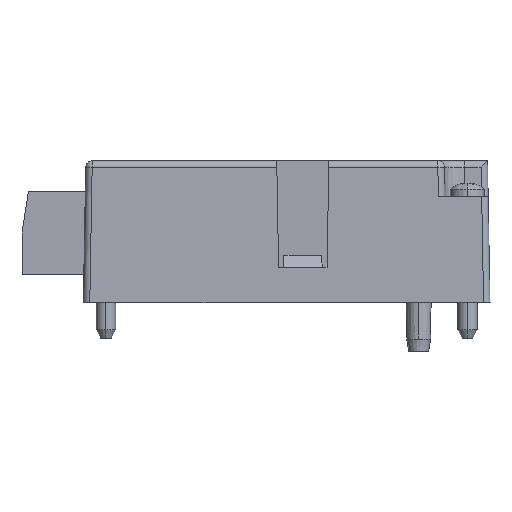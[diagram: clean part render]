
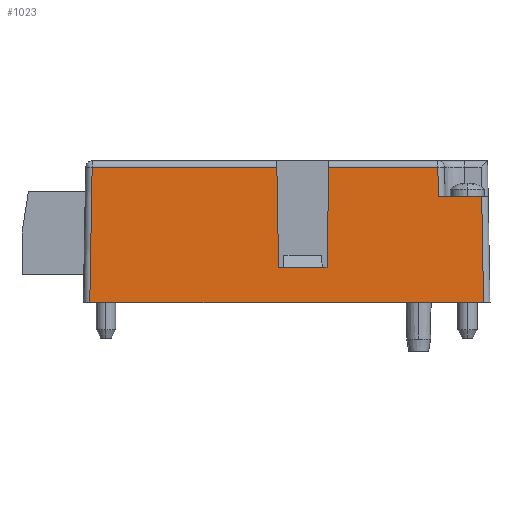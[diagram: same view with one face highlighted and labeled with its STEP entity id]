
A CAD part, left-side view. The second image highlights one B-rep face of the part: STEP entity #1023.
In plain terms, the highlighted planar face has unit normal (-1, 0, 0.018).
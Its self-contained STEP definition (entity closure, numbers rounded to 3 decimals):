
#1023=ADVANCED_FACE('',(#2335),#2336,.T.);
#2335=FACE_OUTER_BOUND('',#3939,.T.);
#2336=PLANE('',#3940);
#3939=EDGE_LOOP('',(#7190,#7191,#7192,#7193,#7194,#7195,#7196,#7197,#7198,#7199));
#3940=AXIS2_PLACEMENT_3D('',#7200,#7201,#7202);
#7190=ORIENTED_EDGE('',*,*,#10524,.F.);
#7191=ORIENTED_EDGE('',*,*,#10510,.T.);
#7192=ORIENTED_EDGE('',*,*,#10781,.T.);
#7193=ORIENTED_EDGE('',*,*,#10487,.F.);
#7194=ORIENTED_EDGE('',*,*,#10536,.T.);
#7195=ORIENTED_EDGE('',*,*,#10529,.T.);
#7196=ORIENTED_EDGE('',*,*,#10518,.F.);
#7197=ORIENTED_EDGE('',*,*,#10782,.T.);
#7198=ORIENTED_EDGE('',*,*,#10783,.F.);
#7199=ORIENTED_EDGE('',*,*,#10778,.F.);
#7200=CARTESIAN_POINT('',(0.0,64.3,7.5));
#7201=DIRECTION('',(-1.,0.0,0.017));
#7202=DIRECTION('',(0.0,-1.0,0.0));
#10487=EDGE_CURVE('',#12860,#12862,#12863,.T.);
#10510=EDGE_CURVE('',#12897,#12898,#12899,.T.);
#10518=EDGE_CURVE('',#12910,#12911,#12912,.T.);
#10524=EDGE_CURVE('',#12897,#12920,#12921,.T.);
#10529=EDGE_CURVE('',#12926,#12911,#12927,.T.);
#10536=EDGE_CURVE('',#12860,#12926,#12937,.T.);
#10778=EDGE_CURVE('',#12920,#13279,#13280,.T.);
#10781=EDGE_CURVE('',#12898,#12862,#13283,.T.);
#10782=EDGE_CURVE('',#12910,#13284,#13285,.T.);
#10783=EDGE_CURVE('',#13279,#13284,#13286,.T.);
#12860=VERTEX_POINT('',#16231);
#12862=VERTEX_POINT('',#16233);
#12863=LINE('',#16234,#16235);
#12897=VERTEX_POINT('',#16278);
#12898=VERTEX_POINT('',#16279);
#12899=LINE('',#16280,#16281);
#12910=VERTEX_POINT('',#16293);
#12911=VERTEX_POINT('',#16294);
#12912=LINE('',#16295,#16296);
#12920=VERTEX_POINT('',#16306);
#12921=LINE('',#16307,#16308);
#12926=VERTEX_POINT('',#16313);
#12927=LINE('',#16314,#16315);
#12937=LINE('',#16326,#16327);
#13279=VERTEX_POINT('',#16834);
#13280=LINE('',#16835,#16836);
#13283=LINE('',#16840,#16841);
#13284=VERTEX_POINT('',#16842);
#13285=LINE('',#16843,#16844);
#13286=LINE('',#16845,#16846);
#16231=CARTESIAN_POINT('',(0.288,1.288,24.0));
#16233=CARTESIAN_POINT('',(0.,1.,7.5));
#16234=CARTESIAN_POINT('',(0.288,1.288,24.0));
#16235=VECTOR('',#19357,1.0);
#16278=CARTESIAN_POINT('',(0.367,61.633,28.517));
#16279=CARTESIAN_POINT('',(0.,62.,7.5));
#16280=CARTESIAN_POINT('',(0.367,61.633,28.517));
#16281=VECTOR('',#19388,1.0);
#16293=CARTESIAN_POINT('',(0.367,24.979,28.517));
#16294=CARTESIAN_POINT('',(0.367,8.079,28.517));
#16295=CARTESIAN_POINT('',(0.367,24.979,28.517));
#16296=VECTOR('',#19402,1.0);
#16306=CARTESIAN_POINT('',(0.367,33.021,28.517));
#16307=CARTESIAN_POINT('',(0.367,61.633,28.517));
#16308=VECTOR('',#19411,1.0);
#16313=CARTESIAN_POINT('',(0.288,8.,24.0));
#16314=CARTESIAN_POINT('',(0.288,8.,24.0));
#16315=VECTOR('',#19418,1.0);
#16326=CARTESIAN_POINT('',(0.288,1.288,24.0));
#16327=VECTOR('',#19432,1.0);
#16834=CARTESIAN_POINT('',(0.096,32.75,13.0));
#16835=CARTESIAN_POINT('',(0.367,33.021,28.517));
#16836=VECTOR('',#19652,1.0);
#16840=CARTESIAN_POINT('',(0.0,62.,7.5));
#16841=VECTOR('',#19654,1.0);
#16842=CARTESIAN_POINT('',(0.096,25.25,13.0));
#16843=CARTESIAN_POINT('',(0.367,24.979,28.517));
#16844=VECTOR('',#19655,1.0);
#16845=CARTESIAN_POINT('',(0.096,32.259,13.0));
#16846=VECTOR('',#19656,1.0);
#19357=DIRECTION('',(-0.017,-0.017,-1.));
#19388=DIRECTION('',(-0.017,0.017,-1.));
#19402=DIRECTION('',(0.0,-1.0,0.0));
#19411=DIRECTION('',(0.0,-1.0,0.0));
#19418=DIRECTION('',(0.017,0.017,1.));
#19432=DIRECTION('',(0.0,1.0,0.0));
#19652=DIRECTION('',(-0.017,-0.017,-1.));
#19654=DIRECTION('',(0.0,-1.0,0.0));
#19655=DIRECTION('',(-0.017,0.017,-1.));
#19656=DIRECTION('',(0.0,-1.0,0.0));
